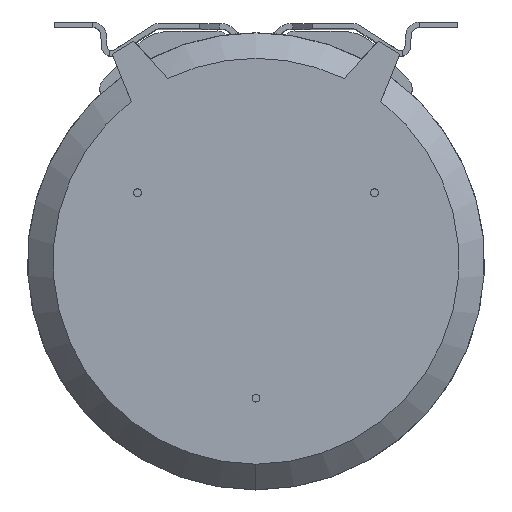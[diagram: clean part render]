
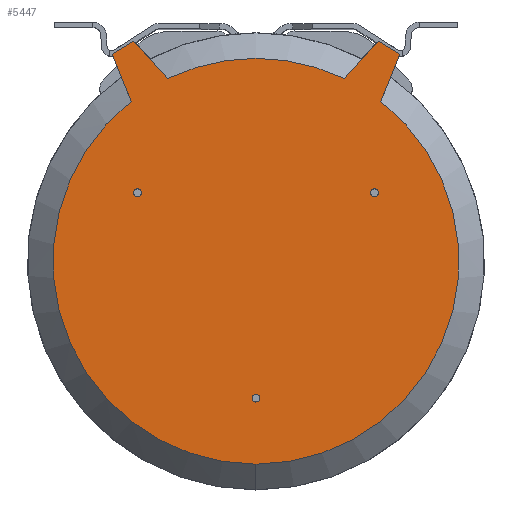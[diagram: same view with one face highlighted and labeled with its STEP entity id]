
A CAD part, top view. The second image highlights one B-rep face of the part: STEP entity #5447.
In plain terms, the highlighted planar face has unit normal (0, 0, 1).
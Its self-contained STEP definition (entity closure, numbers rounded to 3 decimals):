
#22 = DIRECTION ( 'NONE',  ( 0.669, -0.743, 0. ) ) ;
#184 = CARTESIAN_POINT ( 'NONE',  ( 0., 0., 103.04 ) ) ;
#269 = EDGE_LOOP ( 'NONE', ( #4724, #8298 ) ) ;
#270 = CARTESIAN_POINT ( 'NONE',  ( 0., 0., 103.04 ) ) ;
#278 = CARTESIAN_POINT ( 'NONE',  ( 0., -100., 103.04 ) ) ;
#319 = ORIENTED_EDGE ( 'NONE', *, *, #1145, .F. ) ;
#329 = ORIENTED_EDGE ( 'NONE', *, *, #3380, .F. ) ;
#444 = DIRECTION ( 'NONE',  ( 0.858, 0.514, 0. ) ) ;
#532 = LINE ( 'NONE', #6594, #7552 ) ;
#555 = ORIENTED_EDGE ( 'NONE', *, *, #4494, .F. ) ;
#564 = CIRCLE ( 'NONE', #7507, 148.294 ) ;
#575 = VERTEX_POINT ( 'NONE', #8272 ) ;
#597 = CARTESIAN_POINT ( 'NONE',  ( 89.193, 160.953, 103.04 ) ) ;
#634 = FACE_BOUND ( 'NONE', #4613, .T. ) ;
#692 = CARTESIAN_POINT ( 'NONE',  ( -89.193, 160.953, 103.04 ) ) ;
#787 = CARTESIAN_POINT ( 'NONE',  ( 0., -100., 103.04 ) ) ;
#836 = CIRCLE ( 'NONE', #7764, 2.876 ) ;
#1069 = EDGE_CURVE ( 'NONE', #2340, #1668, #2109, .T. ) ;
#1086 = EDGE_CURVE ( 'NONE', #4590, #4454, #4017, .T. ) ;
#1145 = EDGE_CURVE ( 'NONE', #6221, #6302, #4103, .T. ) ;
#1170 = CARTESIAN_POINT ( 'NONE',  ( -86.603, 50., 103.04 ) ) ;
#1224 = LINE ( 'NONE', #2484, #7544 ) ;
#1348 = CARTESIAN_POINT ( 'NONE',  ( 64.497, 133.533, 103.04 ) ) ;
#1483 = CIRCLE ( 'NONE', #2777, 148.294 ) ;
#1543 = CARTESIAN_POINT ( 'NONE',  ( 0., 0., 103.04 ) ) ;
#1632 = DIRECTION ( 'NONE',  ( 0., 0., -1. ) ) ;
#1649 = DIRECTION ( 'NONE',  ( 0., 0., 1. ) ) ;
#1668 = VERTEX_POINT ( 'NONE', #3152 ) ;
#1940 = LINE ( 'NONE', #3979, #3721 ) ;
#1979 = ORIENTED_EDGE ( 'NONE', *, *, #1086, .F. ) ;
#2109 = CIRCLE ( 'NONE', #6152, 2.876 ) ;
#2210 = VERTEX_POINT ( 'NONE', #8937 ) ;
#2230 = DIRECTION ( 'NONE',  ( 0., 0., 1. ) ) ;
#2286 = CARTESIAN_POINT ( 'NONE',  ( 105.086, 151.441, 103.04 ) ) ;
#2310 = EDGE_CURVE ( 'NONE', #2210, #7684, #5596, .T. ) ;
#2340 = VERTEX_POINT ( 'NONE', #5686 ) ;
#2390 = CARTESIAN_POINT ( 'NONE',  ( 86.603, 50., 103.04 ) ) ;
#2484 = CARTESIAN_POINT ( 'NONE',  ( 87.379, 107.613, 103.04 ) ) ;
#2579 = EDGE_CURVE ( 'NONE', #4454, #5191, #3921, .T. ) ;
#2704 = CARTESIAN_POINT ( 'NONE',  ( -41.152, 107.613, 103.04 ) ) ;
#2777 = AXIS2_PLACEMENT_3D ( 'NONE', #184, #1632, #6470 ) ;
#2802 = EDGE_CURVE ( 'NONE', #7684, #2210, #836, .T. ) ;
#2843 = VERTEX_POINT ( 'NONE', #3710 ) ;
#2875 = CIRCLE ( 'NONE', #3299, 148.294 ) ;
#3058 = CARTESIAN_POINT ( 'NONE',  ( 0., -148.294, 103.04 ) ) ;
#3107 = VECTOR ( 'NONE', #22, 1000. ) ;
#3121 = EDGE_LOOP ( 'NONE', ( #8569, #4370, #1979, #555, #319, #6200, #329, #5607, #8276 ) ) ;
#3152 = CARTESIAN_POINT ( 'NONE',  ( -83.726, 50., 103.04 ) ) ;
#3293 = AXIS2_PLACEMENT_3D ( 'NONE', #6490, #1649, #5083 ) ;
#3299 = AXIS2_PLACEMENT_3D ( 'NONE', #1543, #6422, #4311 ) ;
#3317 = CARTESIAN_POINT ( 'NONE',  ( 83.726, 50., 103.04 ) ) ;
#3380 = EDGE_CURVE ( 'NONE', #2843, #575, #1940, .T. ) ;
#3389 = FACE_OUTER_BOUND ( 'NONE', #3121, .T. ) ;
#3557 = EDGE_CURVE ( 'NONE', #1668, #2340, #7183, .T. ) ;
#3710 = CARTESIAN_POINT ( 'NONE',  ( -91.158, 116.967, 103.04 ) ) ;
#3721 = VECTOR ( 'NONE', #5274, 1000. ) ;
#3738 = CARTESIAN_POINT ( 'NONE',  ( 89.479, 50., 103.04 ) ) ;
#3759 = VERTEX_POINT ( 'NONE', #3317 ) ;
#3859 = AXIS2_PLACEMENT_3D ( 'NONE', #787, #8249, #6902 ) ;
#3921 = LINE ( 'NONE', #597, #6316 ) ;
#3929 = DIRECTION ( 'NONE',  ( 0.669, 0.743, 0. ) ) ;
#3979 = CARTESIAN_POINT ( 'NONE',  ( -91.158, 116.967, 103.04 ) ) ;
#3982 = DIRECTION ( 'NONE',  ( 1., 0., 0. ) ) ;
#4017 = LINE ( 'NONE', #7403, #8450 ) ;
#4103 = LINE ( 'NONE', #2704, #3107 ) ;
#4311 = DIRECTION ( 'NONE',  ( 0.615, 0.789, 0. ) ) ;
#4320 = AXIS2_PLACEMENT_3D ( 'NONE', #270, #2230, #7686 ) ;
#4370 = ORIENTED_EDGE ( 'NONE', *, *, #2579, .F. ) ;
#4440 = DIRECTION ( 'NONE',  ( -1., 0., 0. ) ) ;
#4448 = CARTESIAN_POINT ( 'NONE',  ( -64.497, 133.533, 103.04 ) ) ;
#4454 = VERTEX_POINT ( 'NONE', #6144 ) ;
#4470 = DIRECTION ( 'NONE',  ( -0.375, -0.927, 0. ) ) ;
#4494 = EDGE_CURVE ( 'NONE', #6302, #4590, #564, .T. ) ;
#4552 = DIRECTION ( 'NONE',  ( 0., 0., 1. ) ) ;
#4590 = VERTEX_POINT ( 'NONE', #1348 ) ;
#4595 = DIRECTION ( 'NONE',  ( 0.858, -0.514, 0. ) ) ;
#4613 = EDGE_LOOP ( 'NONE', ( #8117, #8018 ) ) ;
#4654 = DIRECTION ( 'NONE',  ( 0., 0., -1. ) ) ;
#4724 = ORIENTED_EDGE ( 'NONE', *, *, #2310, .F. ) ;
#5083 = DIRECTION ( 'NONE',  ( 1., 0., 0. ) ) ;
#5191 = VERTEX_POINT ( 'NONE', #2286 ) ;
#5274 = DIRECTION ( 'NONE',  ( -0.375, 0.927, 0. ) ) ;
#5438 = VERTEX_POINT ( 'NONE', #6843 ) ;
#5447 = ADVANCED_FACE ( 'NONE', ( #6211, #634, #5529, #3389 ), #6166, .T. ) ;
#5479 = CIRCLE ( 'NONE', #7776, 2.876 ) ;
#5529 = FACE_BOUND ( 'NONE', #5804, .T. ) ;
#5550 = EDGE_CURVE ( 'NONE', #5438, #8632, #2875, .T. ) ;
#5596 = CIRCLE ( 'NONE', #3859, 2.876 ) ;
#5607 = ORIENTED_EDGE ( 'NONE', *, *, #7158, .F. ) ;
#5686 = CARTESIAN_POINT ( 'NONE',  ( -89.479, 50., 103.04 ) ) ;
#5764 = DIRECTION ( 'NONE',  ( 0., 0., 1. ) ) ;
#5804 = EDGE_LOOP ( 'NONE', ( #8101, #7474 ) ) ;
#5874 = DIRECTION ( 'NONE',  ( -1., 0., 0. ) ) ;
#5966 = EDGE_CURVE ( 'NONE', #3759, #7039, #5479, .T. ) ;
#6103 = DIRECTION ( 'NONE',  ( -0.435, 0.9, 0. ) ) ;
#6144 = CARTESIAN_POINT ( 'NONE',  ( 89.193, 160.953, 103.04 ) ) ;
#6152 = AXIS2_PLACEMENT_3D ( 'NONE', #1170, #4552, #8758 ) ;
#6166 = PLANE ( 'NONE',  #4320 ) ;
#6200 = ORIENTED_EDGE ( 'NONE', *, *, #7658, .F. ) ;
#6211 = FACE_BOUND ( 'NONE', #269, .T. ) ;
#6221 = VERTEX_POINT ( 'NONE', #692 ) ;
#6302 = VERTEX_POINT ( 'NONE', #4448 ) ;
#6316 = VECTOR ( 'NONE', #4595, 1000. ) ;
#6404 = DIRECTION ( 'NONE',  ( 0., 0., 1. ) ) ;
#6422 = DIRECTION ( 'NONE',  ( 0., 0., -1. ) ) ;
#6470 = DIRECTION ( 'NONE',  ( 0.615, 0.789, 0. ) ) ;
#6490 = CARTESIAN_POINT ( 'NONE',  ( -86.603, 50., 103.04 ) ) ;
#6594 = CARTESIAN_POINT ( 'NONE',  ( -105.086, 151.441, 103.04 ) ) ;
#6843 = CARTESIAN_POINT ( 'NONE',  ( 91.158, 116.967, 103.04 ) ) ;
#6902 = DIRECTION ( 'NONE',  ( 1., 0., 0. ) ) ;
#6969 = CIRCLE ( 'NONE', #8403, 2.876 ) ;
#7039 = VERTEX_POINT ( 'NONE', #3738 ) ;
#7158 = EDGE_CURVE ( 'NONE', #8632, #2843, #1483, .T. ) ;
#7183 = CIRCLE ( 'NONE', #3293, 2.876 ) ;
#7312 = DIRECTION ( 'NONE',  ( 0., 0., 1. ) ) ;
#7403 = CARTESIAN_POINT ( 'NONE',  ( 64.497, 133.533, 103.04 ) ) ;
#7409 = CARTESIAN_POINT ( 'NONE',  ( -2.876, -100., 103.04 ) ) ;
#7474 = ORIENTED_EDGE ( 'NONE', *, *, #1069, .F. ) ;
#7495 = CARTESIAN_POINT ( 'NONE',  ( 0., 0., 103.04 ) ) ;
#7507 = AXIS2_PLACEMENT_3D ( 'NONE', #7495, #4654, #6103 ) ;
#7544 = VECTOR ( 'NONE', #4470, 1000. ) ;
#7552 = VECTOR ( 'NONE', #444, 1000. ) ;
#7602 = EDGE_CURVE ( 'NONE', #7039, #3759, #6969, .T. ) ;
#7658 = EDGE_CURVE ( 'NONE', #575, #6221, #532, .T. ) ;
#7684 = VERTEX_POINT ( 'NONE', #7409 ) ;
#7686 = DIRECTION ( 'NONE',  ( 1., 0., 0. ) ) ;
#7708 = EDGE_CURVE ( 'NONE', #5191, #5438, #1224, .T. ) ;
#7764 = AXIS2_PLACEMENT_3D ( 'NONE', #278, #5764, #4440 ) ;
#7776 = AXIS2_PLACEMENT_3D ( 'NONE', #7935, #6404, #5874 ) ;
#7935 = CARTESIAN_POINT ( 'NONE',  ( 86.603, 50., 103.04 ) ) ;
#8018 = ORIENTED_EDGE ( 'NONE', *, *, #7602, .F. ) ;
#8101 = ORIENTED_EDGE ( 'NONE', *, *, #3557, .F. ) ;
#8117 = ORIENTED_EDGE ( 'NONE', *, *, #5966, .F. ) ;
#8249 = DIRECTION ( 'NONE',  ( 0., 0., 1. ) ) ;
#8272 = CARTESIAN_POINT ( 'NONE',  ( -105.086, 151.441, 103.04 ) ) ;
#8276 = ORIENTED_EDGE ( 'NONE', *, *, #5550, .F. ) ;
#8298 = ORIENTED_EDGE ( 'NONE', *, *, #2802, .F. ) ;
#8403 = AXIS2_PLACEMENT_3D ( 'NONE', #2390, #7312, #3982 ) ;
#8450 = VECTOR ( 'NONE', #3929, 1000. ) ;
#8569 = ORIENTED_EDGE ( 'NONE', *, *, #7708, .F. ) ;
#8632 = VERTEX_POINT ( 'NONE', #3058 ) ;
#8758 = DIRECTION ( 'NONE',  ( -1., 0., 0. ) ) ;
#8937 = CARTESIAN_POINT ( 'NONE',  ( 2.876, -100., 103.04 ) ) ;
